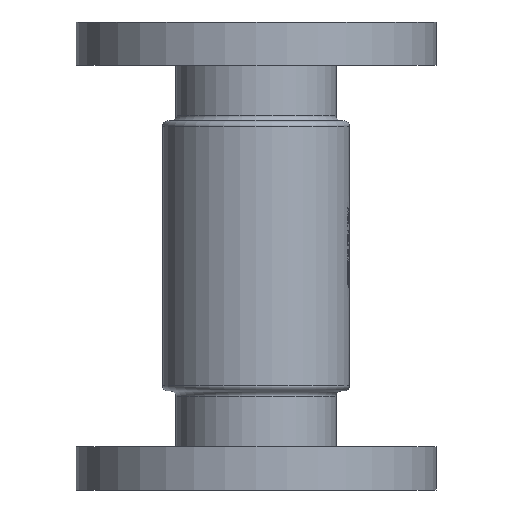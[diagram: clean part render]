
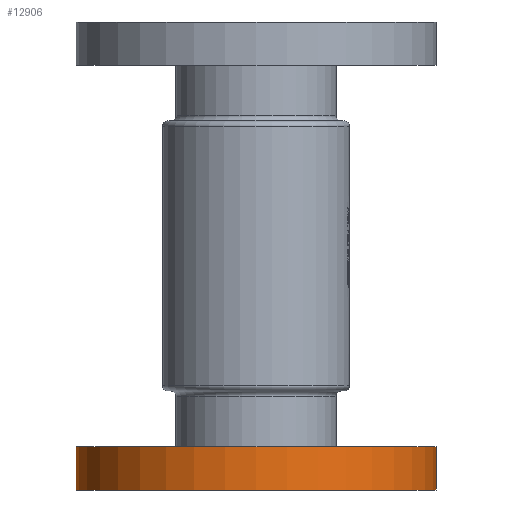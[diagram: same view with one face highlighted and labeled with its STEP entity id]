
A CAD part, front view. The second image highlights one B-rep face of the part: STEP entity #12906.
In plain terms, the highlighted cylindrical face has radius 100 mm (diameter 200 mm), a partial arc.
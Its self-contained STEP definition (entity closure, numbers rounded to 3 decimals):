
#768 = FACE_OUTER_BOUND ( 'NONE', #13723, .T. ) ;
#924 = CYLINDRICAL_SURFACE ( 'NONE', #2355, 100. ) ;
#2355 = AXIS2_PLACEMENT_3D ( 'NONE', #10419, #17720, #5679 ) ;
#3413 = ORIENTED_EDGE ( 'NONE', *, *, #25713, .F. ) ;
#3667 = VERTEX_POINT ( 'NONE', #17752 ) ;
#3982 = CIRCLE ( 'NONE', #5501, 100. ) ;
#4857 = CARTESIAN_POINT ( 'NONE',  ( -100., 0., -260. ) ) ;
#4885 = VECTOR ( 'NONE', #5983, 1000. ) ;
#5207 = LINE ( 'NONE', #12938, #8849 ) ;
#5501 = AXIS2_PLACEMENT_3D ( 'NONE', #6221, #20789, #16043 ) ;
#5679 = DIRECTION ( 'NONE',  ( 1., 0., 0. ) ) ;
#5983 = DIRECTION ( 'NONE',  ( 0., 0., -1. ) ) ;
#6134 = LINE ( 'NONE', #6450, #4885 ) ;
#6221 = CARTESIAN_POINT ( 'NONE',  ( 0., 0., -236. ) ) ;
#6375 = ORIENTED_EDGE ( 'NONE', *, *, #9794, .F. ) ;
#6450 = CARTESIAN_POINT ( 'NONE',  ( -100., 0., -260. ) ) ;
#7220 = VERTEX_POINT ( 'NONE', #4857 ) ;
#8849 = VECTOR ( 'NONE', #14851, 1000. ) ;
#9794 = EDGE_CURVE ( 'NONE', #3667, #24643, #5207, .T. ) ;
#10092 = CARTESIAN_POINT ( 'NONE',  ( 100., 0., -260. ) ) ;
#10419 = CARTESIAN_POINT ( 'NONE',  ( 0., 0., -260. ) ) ;
#10495 = EDGE_CURVE ( 'NONE', #7220, #24643, #13394, .T. ) ;
#12906 = ADVANCED_FACE ( 'NONE', ( #768 ), #924, .T. ) ;
#12938 = CARTESIAN_POINT ( 'NONE',  ( 100., 0., -260. ) ) ;
#13008 = EDGE_CURVE ( 'NONE', #27773, #7220, #6134, .T. ) ;
#13394 = CIRCLE ( 'NONE', #16956, 100. ) ;
#13723 = EDGE_LOOP ( 'NONE', ( #3413, #21263, #23109, #6375 ) ) ;
#14851 = DIRECTION ( 'NONE',  ( 0., 0., -1. ) ) ;
#16043 = DIRECTION ( 'NONE',  ( 1., 0., 0. ) ) ;
#16956 = AXIS2_PLACEMENT_3D ( 'NONE', #17394, #19914, #22745 ) ;
#17394 = CARTESIAN_POINT ( 'NONE',  ( 0., 0., -260. ) ) ;
#17720 = DIRECTION ( 'NONE',  ( 0., 0., -1. ) ) ;
#17752 = CARTESIAN_POINT ( 'NONE',  ( 100., 0., -236. ) ) ;
#19522 = CARTESIAN_POINT ( 'NONE',  ( -100., 0., -236. ) ) ;
#19914 = DIRECTION ( 'NONE',  ( 0., 0., 1. ) ) ;
#20789 = DIRECTION ( 'NONE',  ( 0., 0., 1. ) ) ;
#21263 = ORIENTED_EDGE ( 'NONE', *, *, #13008, .T. ) ;
#22745 = DIRECTION ( 'NONE',  ( 1., 0., 0. ) ) ;
#23109 = ORIENTED_EDGE ( 'NONE', *, *, #10495, .T. ) ;
#24643 = VERTEX_POINT ( 'NONE', #10092 ) ;
#25713 = EDGE_CURVE ( 'NONE', #27773, #3667, #3982, .T. ) ;
#27773 = VERTEX_POINT ( 'NONE', #19522 ) ;
